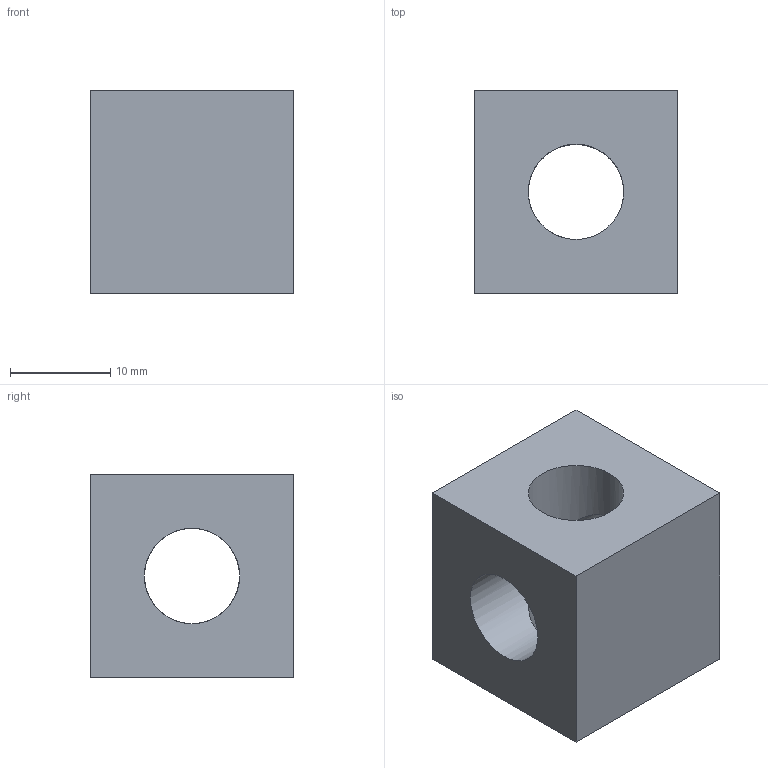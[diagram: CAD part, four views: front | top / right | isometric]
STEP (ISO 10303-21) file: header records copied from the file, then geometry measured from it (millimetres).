
FILE_DESCRIPTION(/* description */ (''),/* implementation_level */ '2;1');
FILE_NAME(/* name */ 'spider.stp',/* time_stamp */ '2021-09-28T11:30:31-03:00',/* author */ ('cecilia'),/* organization */ (''),/* preprocessor_version */ 'ST-DEVELOPER v17',/* originating_system */ 'Autodesk Inventor 2019',/* authorisation */ '');
FILE_SCHEMA (('AUTOMOTIVE_DESIGN { 1 0 10303 214 3 1 1 }'));
Length unit declared in the file: inch
Products named in the file (1): spider
Bounding box: 20.32 x 20.32 x 20.32 mm (x, y, z)
Volume: 6070.5 mm3; surface area: 3045.6 mm2
Topology: 1 solids, 1 shells, 10 faces, 28 edges, 18 vertices
Faces by surface type: plane 6, cylinder 4
Full cylindrical faces by diameter (mm): 9.525 x4
Entity records: 381 total; most frequent: DIRECTION 62, CARTESIAN_POINT 57, ORIENTED_EDGE 56, EDGE_CURVE 28, AXIS2_PLACEMENT_3D 23, VERTEX_POINT 18, LINE 16, VECTOR 16
